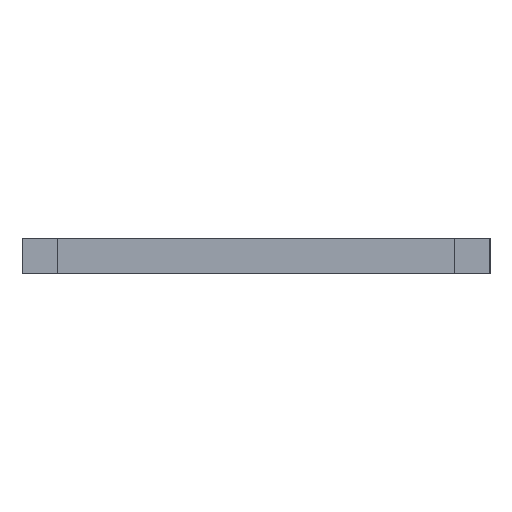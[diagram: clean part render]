
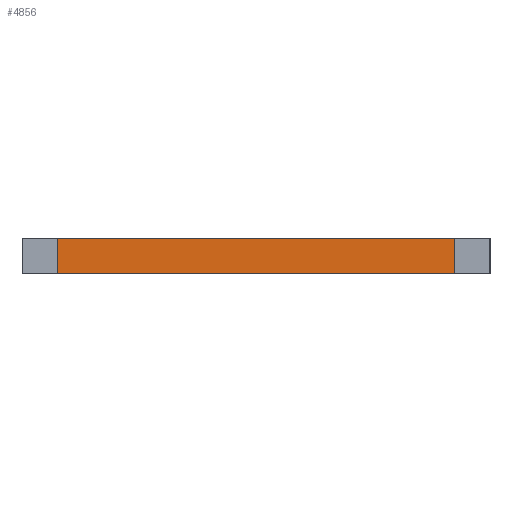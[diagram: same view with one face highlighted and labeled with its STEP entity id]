
A CAD part, left-side view. The second image highlights one B-rep face of the part: STEP entity #4856.
In plain terms, the highlighted planar face has unit normal (-1, 0, 0).
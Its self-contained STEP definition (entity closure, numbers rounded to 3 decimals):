
#34 = DIRECTION ( 'NONE',  ( 0., 0., -1. ) ) ;
#49 = VECTOR ( 'NONE', #34, 1000. ) ;
#157 = AXIS2_PLACEMENT_3D ( 'NONE', #753, #3308, #3272 ) ;
#170 = LINE ( 'NONE', #5131, #49 ) ;
#374 = VERTEX_POINT ( 'NONE', #4683 ) ;
#403 = CARTESIAN_POINT ( 'NONE',  ( -40., 22.626, -1.5 ) ) ;
#600 = VECTOR ( 'NONE', #4716, 1000. ) ;
#730 = ORIENTED_EDGE ( 'NONE', *, *, #2488, .T. ) ;
#753 = CARTESIAN_POINT ( 'NONE',  ( -40., 25.626, 1.5 ) ) ;
#793 = EDGE_CURVE ( 'NONE', #2672, #374, #170, .T. ) ;
#1135 = DIRECTION ( 'NONE',  ( 0., -1., 0. ) ) ;
#1441 = VERTEX_POINT ( 'NONE', #403 ) ;
#1765 = CARTESIAN_POINT ( 'NONE',  ( -40., 25.626, -1.5 ) ) ;
#1856 = VECTOR ( 'NONE', #3339, 1000. ) ;
#1868 = LINE ( 'NONE', #1765, #600 ) ;
#2028 = ORIENTED_EDGE ( 'NONE', *, *, #793, .F. ) ;
#2137 = ORIENTED_EDGE ( 'NONE', *, *, #2833, .F. ) ;
#2215 = ORIENTED_EDGE ( 'NONE', *, *, #3685, .T. ) ;
#2410 = CARTESIAN_POINT ( 'NONE',  ( -40., 25.626, 1.5 ) ) ;
#2488 = EDGE_CURVE ( 'NONE', #5184, #1441, #5346, .T. ) ;
#2536 = CARTESIAN_POINT ( 'NONE',  ( -40., 22.626, 1.5 ) ) ;
#2672 = VERTEX_POINT ( 'NONE', #3891 ) ;
#2688 = FACE_OUTER_BOUND ( 'NONE', #3695, .T. ) ;
#2833 = EDGE_CURVE ( 'NONE', #5184, #2672, #3022, .T. ) ;
#2914 = CARTESIAN_POINT ( 'NONE',  ( -40., 22.626, 1.5 ) ) ;
#3022 = LINE ( 'NONE', #2410, #4758 ) ;
#3272 = DIRECTION ( 'NONE',  ( 0., 1., 0. ) ) ;
#3308 = DIRECTION ( 'NONE',  ( 1., 0., 0. ) ) ;
#3339 = DIRECTION ( 'NONE',  ( 0., 0., -1. ) ) ;
#3685 = EDGE_CURVE ( 'NONE', #1441, #374, #1868, .T. ) ;
#3695 = EDGE_LOOP ( 'NONE', ( #2215, #2028, #2137, #730 ) ) ;
#3891 = CARTESIAN_POINT ( 'NONE',  ( -40., -11.374, 1.5 ) ) ;
#4683 = CARTESIAN_POINT ( 'NONE',  ( -40., -11.374, -1.5 ) ) ;
#4716 = DIRECTION ( 'NONE',  ( 0., -1., 0. ) ) ;
#4758 = VECTOR ( 'NONE', #1135, 1000. ) ;
#4856 = ADVANCED_FACE ( 'NONE', ( #2688 ), #5043, .F. ) ;
#5043 = PLANE ( 'NONE',  #157 ) ;
#5131 = CARTESIAN_POINT ( 'NONE',  ( -40., -11.374, 1.5 ) ) ;
#5184 = VERTEX_POINT ( 'NONE', #2536 ) ;
#5346 = LINE ( 'NONE', #2914, #1856 ) ;
